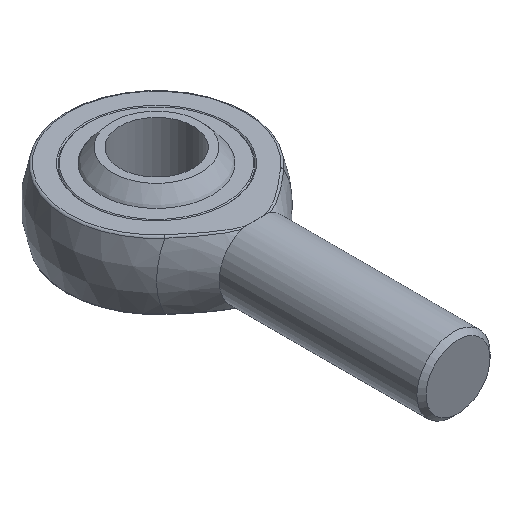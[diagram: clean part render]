
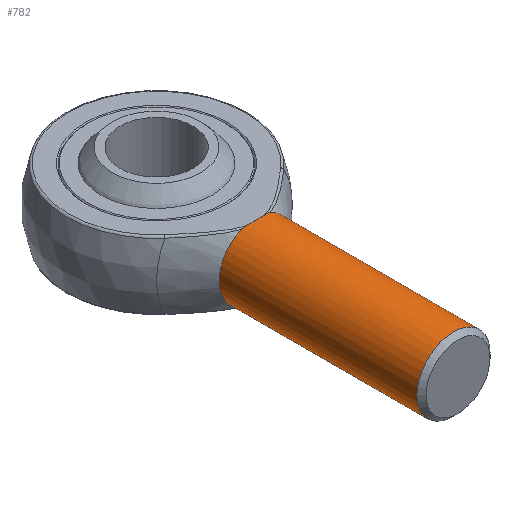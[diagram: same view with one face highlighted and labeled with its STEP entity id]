
A CAD part, isometric view. The second image highlights one B-rep face of the part: STEP entity #782.
In plain terms, the highlighted cylindrical face has radius 8 mm (diameter 16 mm), a full revolution.
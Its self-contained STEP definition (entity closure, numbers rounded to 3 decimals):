
#11 = ORIENTED_EDGE ( 'NONE', *, *, #684, .T. ) ;
#12 = EDGE_CURVE ( 'NONE', #731, #454, #581, .T. ) ;
#16 = CARTESIAN_POINT ( 'NONE',  ( 3.219, -21.698, 7.324 ) ) ;
#19 = FACE_OUTER_BOUND ( 'NONE', #280, .T. ) ;
#20 =( BOUNDED_CURVE ( )  B_SPLINE_CURVE ( 3, ( #235, #84, #381, #768 ),
 .UNSPECIFIED., .F., .F. ) 
 B_SPLINE_CURVE_WITH_KNOTS ( ( 4, 4 ),
 ( 5.909, 6.657 ),
 .UNSPECIFIED. ) 
 CURVE ( )  GEOMETRIC_REPRESENTATION_ITEM ( )  RATIONAL_B_SPLINE_CURVE ( ( 1., 0.954, 0.954, 1. ) ) 
 REPRESENTATION_ITEM ( '' )  );
#28 = CARTESIAN_POINT ( 'NONE',  ( -2.97, -21.667, -7.428 ) ) ;
#33 = ORIENTED_EDGE ( 'NONE', *, *, #12, .T. ) ;
#34 = CARTESIAN_POINT ( 'NONE',  ( 3.219, -21.698, 7.324 ) ) ;
#49 =( BOUNDED_CURVE ( )  B_SPLINE_CURVE ( 3, ( #396, #242, #465, #483 ),
 .UNSPECIFIED., .F., .F. ) 
 B_SPLINE_CURVE_WITH_KNOTS ( ( 4, 4 ),
 ( 5.909, 6.657 ),
 .UNSPECIFIED. ) 
 CURVE ( )  GEOMETRIC_REPRESENTATION_ITEM ( )  RATIONAL_B_SPLINE_CURVE ( ( 1., 0.954, 0.954, 1. ) ) 
 REPRESENTATION_ITEM ( '' )  );
#78 = CARTESIAN_POINT ( 'NONE',  ( -3.119, -21.698, 7.368 ) ) ;
#84 = CARTESIAN_POINT ( 'NONE',  ( 1.021, -22.392, -8.193 ) ) ;
#98 = DIRECTION ( 'NONE',  ( 0., 0., -1. ) ) ;
#102 = CARTESIAN_POINT ( 'NONE',  ( 3.119, -21.695, 7.367 ) ) ;
#116 = CARTESIAN_POINT ( 'NONE',  ( 3.119, -21.698, -7.368 ) ) ;
#154 = CARTESIAN_POINT ( 'NONE',  ( 0., -21.698, 0. ) ) ;
#171 = VERTEX_POINT ( 'NONE', #458 ) ;
#178 = CYLINDRICAL_SURFACE ( 'NONE', #570, 8. ) ;
#184 = CARTESIAN_POINT ( 'NONE',  ( -3.02, -21.68, -7.408 ) ) ;
#185 = EDGE_LOOP ( 'NONE', ( #695 ) ) ;
#187 = AXIS2_PLACEMENT_3D ( 'NONE', #294, #757, #222 ) ;
#192 = CARTESIAN_POINT ( 'NONE',  ( -2.923, -21.645, -7.447 ) ) ;
#199 = EDGE_CURVE ( 'NONE', #376, #171, #884, .T. ) ;
#201 = CIRCLE ( 'NONE', #493, 8. ) ;
#210 = EDGE_CURVE ( 'NONE', #940, #376, #830, .T. ) ;
#220 = EDGE_CURVE ( 'NONE', #731, #779, #20, .T. ) ;
#222 = DIRECTION ( 'NONE',  ( 0., 0., -1. ) ) ;
#230 = CARTESIAN_POINT ( 'NONE',  ( -3.018, -21.689, 7.41 ) ) ;
#235 = CARTESIAN_POINT ( 'NONE',  ( 2.923, -21.645, -7.447 ) ) ;
#242 = CARTESIAN_POINT ( 'NONE',  ( -1.021, -22.392, 8.193 ) ) ;
#246 = ORIENTED_EDGE ( 'NONE', *, *, #220, .F. ) ;
#259 = CARTESIAN_POINT ( 'NONE',  ( -3.169, -21.698, -7.346 ) ) ;
#277 = CARTESIAN_POINT ( 'NONE',  ( 3.018, -21.689, -7.41 ) ) ;
#278 = B_SPLINE_CURVE_WITH_KNOTS ( 'NONE', 3,
 ( #16, #720, #102, #279, #814, #739 ),
 .UNSPECIFIED., .F., .F.,
 ( 4, 2, 4 ),
 ( 0., 0., 0. ),
 .UNSPECIFIED. ) ;
#279 = CARTESIAN_POINT ( 'NONE',  ( 3.02, -21.68, 7.408 ) ) ;
#280 = EDGE_LOOP ( 'NONE', ( #246, #33, #11, #341, #842, #328, #766, #415 ) ) ;
#294 = CARTESIAN_POINT ( 'NONE',  ( 0., -21.698, 0. ) ) ;
#309 = DIRECTION ( 'NONE',  ( 0., -1., 0. ) ) ;
#328 = ORIENTED_EDGE ( 'NONE', *, *, #210, .T. ) ;
#341 = ORIENTED_EDGE ( 'NONE', *, *, #970, .T. ) ;
#376 = VERTEX_POINT ( 'NONE', #796 ) ;
#381 = CARTESIAN_POINT ( 'NONE',  ( -1.021, -22.392, -8.193 ) ) ;
#390 = CARTESIAN_POINT ( 'NONE',  ( -2.923, -21.645, -7.447 ) ) ;
#396 = CARTESIAN_POINT ( 'NONE',  ( -2.923, -21.645, 7.447 ) ) ;
#404 = AXIS2_PLACEMENT_3D ( 'NONE', #154, #309, #762 ) ;
#411 = CARTESIAN_POINT ( 'NONE',  ( 0., -65., 0. ) ) ;
#415 = ORIENTED_EDGE ( 'NONE', *, *, #429, .T. ) ;
#429 = EDGE_CURVE ( 'NONE', #171, #779, #715, .T. ) ;
#438 = EDGE_CURVE ( 'NONE', #940, #616, #49, .T. ) ;
#454 = VERTEX_POINT ( 'NONE', #478 ) ;
#458 = CARTESIAN_POINT ( 'NONE',  ( -3.219, -21.698, -7.324 ) ) ;
#465 = CARTESIAN_POINT ( 'NONE',  ( 1.021, -22.392, 8.193 ) ) ;
#470 = CARTESIAN_POINT ( 'NONE',  ( -2.923, -21.645, 7.447 ) ) ;
#471 = CARTESIAN_POINT ( 'NONE',  ( -3.119, -21.695, -7.367 ) ) ;
#478 = CARTESIAN_POINT ( 'NONE',  ( 3.219, -21.698, -7.324 ) ) ;
#483 = CARTESIAN_POINT ( 'NONE',  ( 2.923, -21.645, 7.447 ) ) ;
#486 = DIRECTION ( 'NONE',  ( 0., -1., 0. ) ) ;
#493 = AXIS2_PLACEMENT_3D ( 'NONE', #411, #614, #928 ) ;
#542 = VERTEX_POINT ( 'NONE', #34 ) ;
#563 = FACE_OUTER_BOUND ( 'NONE', #185, .T. ) ;
#570 = AXIS2_PLACEMENT_3D ( 'NONE', #688, #486, #98 ) ;
#581 = B_SPLINE_CURVE_WITH_KNOTS ( 'NONE', 3,
 ( #787, #277, #116, #637 ),
 .UNSPECIFIED., .F., .F.,
 ( 4, 4 ),
 ( 0., 0. ),
 .UNSPECIFIED. ) ;
#590 = CARTESIAN_POINT ( 'NONE',  ( 2.923, -21.645, 7.447 ) ) ;
#601 = CIRCLE ( 'NONE', #187, 8. ) ;
#614 = DIRECTION ( 'NONE',  ( 0., -1., 0. ) ) ;
#616 = VERTEX_POINT ( 'NONE', #590 ) ;
#637 = CARTESIAN_POINT ( 'NONE',  ( 3.219, -21.698, -7.324 ) ) ;
#667 = CARTESIAN_POINT ( 'NONE',  ( 0., -65., -8. ) ) ;
#678 = CARTESIAN_POINT ( 'NONE',  ( -3.219, -21.698, 7.324 ) ) ;
#684 = EDGE_CURVE ( 'NONE', #454, #542, #601, .T. ) ;
#688 = CARTESIAN_POINT ( 'NONE',  ( 0., -66., 0. ) ) ;
#695 = ORIENTED_EDGE ( 'NONE', *, *, #810, .F. ) ;
#715 = B_SPLINE_CURVE_WITH_KNOTS ( 'NONE', 3,
 ( #777, #259, #471, #184, #28, #390 ),
 .UNSPECIFIED., .F., .F.,
 ( 4, 2, 4 ),
 ( 0., 0., 0. ),
 .UNSPECIFIED. ) ;
#720 = CARTESIAN_POINT ( 'NONE',  ( 3.169, -21.698, 7.346 ) ) ;
#731 = VERTEX_POINT ( 'NONE', #989 ) ;
#739 = CARTESIAN_POINT ( 'NONE',  ( 2.923, -21.645, 7.447 ) ) ;
#757 = DIRECTION ( 'NONE',  ( 0., -1., 0. ) ) ;
#762 = DIRECTION ( 'NONE',  ( 0., 0., -1. ) ) ;
#766 = ORIENTED_EDGE ( 'NONE', *, *, #199, .T. ) ;
#768 = CARTESIAN_POINT ( 'NONE',  ( -2.923, -21.645, -7.447 ) ) ;
#777 = CARTESIAN_POINT ( 'NONE',  ( -3.219, -21.698, -7.324 ) ) ;
#779 = VERTEX_POINT ( 'NONE', #192 ) ;
#782 = ADVANCED_FACE ( 'NONE', ( #19, #563 ), #178, .T. ) ;
#787 = CARTESIAN_POINT ( 'NONE',  ( 2.923, -21.645, -7.447 ) ) ;
#796 = CARTESIAN_POINT ( 'NONE',  ( -3.219, -21.698, 7.324 ) ) ;
#810 = EDGE_CURVE ( 'NONE', #983, #983, #201, .T. ) ;
#814 = CARTESIAN_POINT ( 'NONE',  ( 2.97, -21.667, 7.428 ) ) ;
#822 = CARTESIAN_POINT ( 'NONE',  ( -2.923, -21.645, 7.447 ) ) ;
#830 = B_SPLINE_CURVE_WITH_KNOTS ( 'NONE', 3,
 ( #470, #230, #78, #678 ),
 .UNSPECIFIED., .F., .F.,
 ( 4, 4 ),
 ( 0., 0. ),
 .UNSPECIFIED. ) ;
#842 = ORIENTED_EDGE ( 'NONE', *, *, #438, .F. ) ;
#884 = CIRCLE ( 'NONE', #404, 8. ) ;
#928 = DIRECTION ( 'NONE',  ( 0., 0., -1. ) ) ;
#940 = VERTEX_POINT ( 'NONE', #822 ) ;
#970 = EDGE_CURVE ( 'NONE', #542, #616, #278, .T. ) ;
#983 = VERTEX_POINT ( 'NONE', #667 ) ;
#989 = CARTESIAN_POINT ( 'NONE',  ( 2.923, -21.645, -7.447 ) ) ;
